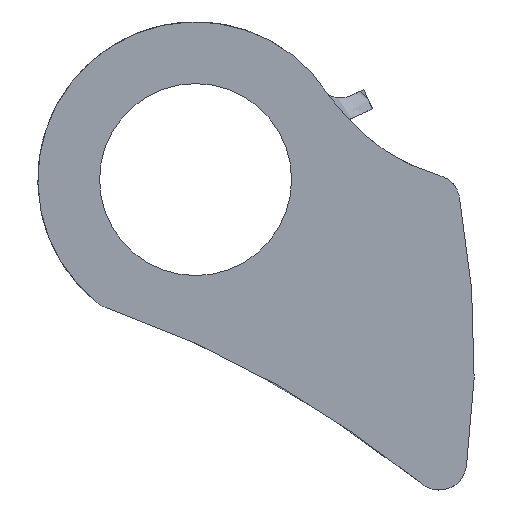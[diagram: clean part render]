
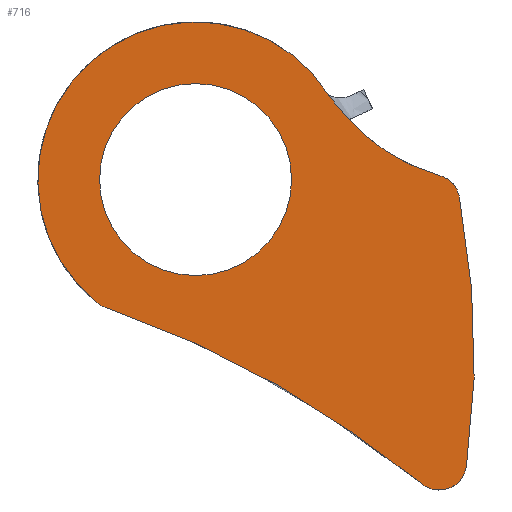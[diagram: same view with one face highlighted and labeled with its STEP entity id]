
A CAD part, front view. The second image highlights one B-rep face of the part: STEP entity #716.
In plain terms, the highlighted planar face has unit normal (0, -1, 0).
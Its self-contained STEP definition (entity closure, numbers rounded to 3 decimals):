
#20=FACE_BOUND('',#131,.T.);
#23=CIRCLE('',#770,11.5);
#24=CIRCLE('',#771,7.);
#54=PLANE('',#769);
#73=(
BOUNDED_CURVE()
B_SPLINE_CURVE(5,(#1081,#1082,#1083,#1084,#1085,#1086),.UNSPECIFIED.,.F.,
 .F.)
B_SPLINE_CURVE_WITH_KNOTS((6,6),(0.942,1.),.UNSPECIFIED.)
CURVE()
GEOMETRIC_REPRESENTATION_ITEM()
RATIONAL_B_SPLINE_CURVE((1.,1.,1.,1.,1.,1.))
REPRESENTATION_ITEM('')
);
#74=(
BOUNDED_CURVE()
B_SPLINE_CURVE(5,(#1088,#1089,#1090,#1091,#1092,#1093,#1094),
 .UNSPECIFIED.,.F.,.F.)
B_SPLINE_CURVE_WITH_KNOTS((6,1,6),(0.81,0.9,0.942),
 .UNSPECIFIED.)
CURVE()
GEOMETRIC_REPRESENTATION_ITEM()
RATIONAL_B_SPLINE_CURVE((1.,1.,1.,1.,1.,1.,1.))
REPRESENTATION_ITEM('')
);
#75=(
BOUNDED_CURVE()
B_SPLINE_CURVE(5,(#1167,#1168,#1169,#1170,#1171,#1172,#1173,#1174,#1175,
#1176,#1177,#1178,#1179),.UNSPECIFIED.,.F.,.F.)
B_SPLINE_CURVE_WITH_KNOTS((6,1,1,1,1,1,1,1,6),(0.109,0.2,0.3,
0.4,0.5,0.6,0.7,0.8,0.81),.UNSPECIFIED.)
CURVE()
GEOMETRIC_REPRESENTATION_ITEM()
RATIONAL_B_SPLINE_CURVE((1.,1.,1.,1.,1.,1.,1.,1.,1.,1.,1.,1.,1.))
REPRESENTATION_ITEM('')
);
#76=(
BOUNDED_CURVE()
B_SPLINE_CURVE(5,(#1299,#1300,#1301,#1302,#1303,#1304,#1305,#1306,#1307,
#1308,#1309,#1310,#1311,#1312),.UNSPECIFIED.,.F.,.F.)
B_SPLINE_CURVE_WITH_KNOTS((6,1,1,1,1,1,1,1,1,6),(0.145,0.2,
0.3,0.4,0.5,0.6,0.7,0.8,0.9,0.949),.UNSPECIFIED.)
CURVE()
GEOMETRIC_REPRESENTATION_ITEM()
RATIONAL_B_SPLINE_CURVE((1.,1.,1.,1.,1.,1.,1.,1.,1.,1.,1.,1.,1.,1.))
REPRESENTATION_ITEM('')
);
#88=FACE_OUTER_BOUND('',#130,.T.);
#130=EDGE_LOOP('',(#503,#504,#505,#506,#507,#508,#509,#510,#511));
#131=EDGE_LOOP('',(#512));
#279=B_SPLINE_CURVE_WITH_KNOTS('',3,(#1252,#1253,#1254,#1255,#1256,#1257,
#1258),.UNSPECIFIED.,.F.,.F.,(4,3,4),(0.,0.112,0.224),
 .UNSPECIFIED.);
#283=B_SPLINE_CURVE_WITH_KNOTS('',3,(#1277,#1278,#1279,#1280),
 .UNSPECIFIED.,.F.,.F.,(4,4),(0.,0.068),.UNSPECIFIED.);
#284=B_SPLINE_CURVE_WITH_KNOTS('',3,(#1282,#1283,#1284,#1285,#1286,#1287),
 .UNSPECIFIED.,.F.,.F.,(4,2,4),(0.033,2.012,4.979),
 .UNSPECIFIED.);
#285=B_SPLINE_CURVE_WITH_KNOTS('',3,(#1289,#1290,#1291,#1292,#1293,#1294,
#1295,#1296,#1297,#1298),.UNSPECIFIED.,.F.,.F.,(4,3,3,4),(0.,
0.18,0.301,0.421),.UNSPECIFIED.);
#293=VERTEX_POINT('',#1014);
#300=VERTEX_POINT('',#1080);
#301=VERTEX_POINT('',#1087);
#304=VERTEX_POINT('',#1166);
#310=VERTEX_POINT('',#1251);
#313=VERTEX_POINT('',#1274);
#314=VERTEX_POINT('',#1276);
#315=VERTEX_POINT('',#1281);
#316=VERTEX_POINT('',#1288);
#317=VERTEX_POINT('',#1313);
#372=EDGE_CURVE('',#300,#293,#73,.T.);
#373=EDGE_CURVE('',#301,#300,#74,.T.);
#378=EDGE_CURVE('',#304,#301,#75,.T.);
#385=EDGE_CURVE('',#304,#310,#279,.T.);
#389=EDGE_CURVE('',#313,#293,#23,.T.);
#390=EDGE_CURVE('',#314,#313,#283,.T.);
#391=EDGE_CURVE('',#314,#315,#284,.T.);
#392=EDGE_CURVE('',#316,#315,#285,.T.);
#393=EDGE_CURVE('',#316,#310,#76,.T.);
#394=EDGE_CURVE('',#317,#317,#24,.T.);
#503=ORIENTED_EDGE('',*,*,#385,.F.);
#504=ORIENTED_EDGE('',*,*,#378,.T.);
#505=ORIENTED_EDGE('',*,*,#373,.T.);
#506=ORIENTED_EDGE('',*,*,#372,.T.);
#507=ORIENTED_EDGE('',*,*,#389,.F.);
#508=ORIENTED_EDGE('',*,*,#390,.F.);
#509=ORIENTED_EDGE('',*,*,#391,.T.);
#510=ORIENTED_EDGE('',*,*,#392,.F.);
#511=ORIENTED_EDGE('',*,*,#393,.T.);
#512=ORIENTED_EDGE('',*,*,#394,.F.);
#716=ADVANCED_FACE('',(#88,#20),#54,.F.);
#769=AXIS2_PLACEMENT_3D('',#1273,#842,#843);
#770=AXIS2_PLACEMENT_3D('',#1275,#844,#845);
#771=AXIS2_PLACEMENT_3D('',#1314,#846,#847);
#842=DIRECTION('center_axis',(0.,1.,0.));
#843=DIRECTION('ref_axis',(1.,0.,0.));
#844=DIRECTION('center_axis',(0.,1.,0.));
#845=DIRECTION('ref_axis',(1.,0.,0.));
#846=DIRECTION('center_axis',(0.,-1.,0.));
#847=DIRECTION('ref_axis',(1.,0.,0.));
#1014=CARTESIAN_POINT('',(9.716,0.,6.151));
#1080=CARTESIAN_POINT('',(10.161,0.,5.583));
#1081=CARTESIAN_POINT('Ctrl Pts',(10.161,0.,5.583));
#1082=CARTESIAN_POINT('Ctrl Pts',(10.071,0.,5.695));
#1083=CARTESIAN_POINT('Ctrl Pts',(9.982,0.,5.807));
#1084=CARTESIAN_POINT('Ctrl Pts',(9.893,0.,5.921));
#1085=CARTESIAN_POINT('Ctrl Pts',(9.804,0.,6.036));
#1086=CARTESIAN_POINT('Ctrl Pts',(9.716,0.,6.151));
#1087=CARTESIAN_POINT('',(11.207,0.,4.381));
#1088=CARTESIAN_POINT('Ctrl Pts',(11.207,0.,4.381));
#1089=CARTESIAN_POINT('Ctrl Pts',(11.061,0.,4.537));
#1090=CARTESIAN_POINT('Ctrl Pts',(10.848,0.,4.769));
#1091=CARTESIAN_POINT('Ctrl Pts',(10.638,0.,5.008));
#1092=CARTESIAN_POINT('Ctrl Pts',(10.431,0.,5.253));
#1093=CARTESIAN_POINT('Ctrl Pts',(10.226,0.,5.503));
#1094=CARTESIAN_POINT('Ctrl Pts',(10.161,0.,5.583));
#1166=CARTESIAN_POINT('',(17.818,0.,0.29));
#1167=CARTESIAN_POINT('Ctrl Pts',(17.818,0.,0.29));
#1168=CARTESIAN_POINT('Ctrl Pts',(17.623,0.,0.345));
#1169=CARTESIAN_POINT('Ctrl Pts',(17.217,0.,0.468));
#1170=CARTESIAN_POINT('Ctrl Pts',(16.607,0.,0.674));
#1171=CARTESIAN_POINT('Ctrl Pts',(15.807,0.,0.993));
#1172=CARTESIAN_POINT('Ctrl Pts',(14.838,0.,1.471));
#1173=CARTESIAN_POINT('Ctrl Pts',(13.89,0.,2.043));
#1174=CARTESIAN_POINT('Ctrl Pts',(12.983,0.,2.705));
#1175=CARTESIAN_POINT('Ctrl Pts',(12.271,0.,3.317));
#1176=CARTESIAN_POINT('Ctrl Pts',(11.749,0.,3.818));
#1177=CARTESIAN_POINT('Ctrl Pts',(11.403,0.,4.173));
#1178=CARTESIAN_POINT('Ctrl Pts',(11.223,0.,4.363));
#1179=CARTESIAN_POINT('Ctrl Pts',(11.207,0.,4.381));
#1251=CARTESIAN_POINT('',(19.24,0.,-1.281));
#1252=CARTESIAN_POINT('Ctrl Pts',(17.818,0.,
0.29));
#1253=CARTESIAN_POINT('Ctrl Pts',(18.176,0.,
0.188));
#1254=CARTESIAN_POINT('Ctrl Pts',(18.505,0.,
-0.016));
#1255=CARTESIAN_POINT('Ctrl Pts',(18.754,0.,
-0.292));
#1256=CARTESIAN_POINT('Ctrl Pts',(19.004,0.,
-0.568));
#1257=CARTESIAN_POINT('Ctrl Pts',(19.174,0.,
-0.915));
#1258=CARTESIAN_POINT('Ctrl Pts',(19.24,0.,
-1.281));
#1273=CARTESIAN_POINT('Origin',(-9.213,0.,5.508));
#1274=CARTESIAN_POINT('',(-7.189,0.,-8.976));
#1275=CARTESIAN_POINT('Origin',(0.,0.,0.));
#1276=CARTESIAN_POINT('',(-6.592,0.,-9.305));
#1277=CARTESIAN_POINT('Ctrl Pts',(-6.592,0.,
-9.305));
#1278=CARTESIAN_POINT('Ctrl Pts',(-6.808,0.,
-9.231));
#1279=CARTESIAN_POINT('Ctrl Pts',(-7.011,0.,
-9.119));
#1280=CARTESIAN_POINT('Ctrl Pts',(-7.189,0.,
-8.976));
#1281=CARTESIAN_POINT('',(16.532,0.,-22.206));
#1282=CARTESIAN_POINT('Ctrl Pts',(-6.592,0.,
-9.305));
#1283=CARTESIAN_POINT('Ctrl Pts',(-0.406,0.,
-11.445));
#1284=CARTESIAN_POINT('Ctrl Pts',(4.025,0.,
-13.847));
#1285=CARTESIAN_POINT('Ctrl Pts',(9.97,0.,
-17.312));
#1286=CARTESIAN_POINT('Ctrl Pts',(13.361,0.,
-19.71));
#1287=CARTESIAN_POINT('Ctrl Pts',(16.532,0.,
-22.206));
#1288=CARTESIAN_POINT('',(19.75,0.,-20.912));
#1289=CARTESIAN_POINT('Ctrl Pts',(19.75,0.,
-20.912));
#1290=CARTESIAN_POINT('Ctrl Pts',(19.667,0.,
-21.506));
#1291=CARTESIAN_POINT('Ctrl Pts',(19.299,0.,
-22.053));
#1292=CARTESIAN_POINT('Ctrl Pts',(18.784,0.,
-22.358));
#1293=CARTESIAN_POINT('Ctrl Pts',(18.441,0.,
-22.561));
#1294=CARTESIAN_POINT('Ctrl Pts',(18.032,0.,
-22.656));
#1295=CARTESIAN_POINT('Ctrl Pts',(17.634,0.,
-22.629));
#1296=CARTESIAN_POINT('Ctrl Pts',(17.235,0.,
-22.602));
#1297=CARTESIAN_POINT('Ctrl Pts',(16.847,0.,
-22.453));
#1298=CARTESIAN_POINT('Ctrl Pts',(16.532,0.,
-22.206));
#1299=CARTESIAN_POINT('Ctrl Pts',(19.75,0.,-20.912));
#1300=CARTESIAN_POINT('Ctrl Pts',(19.787,0.,-20.647));
#1301=CARTESIAN_POINT('Ctrl Pts',(19.887,0.,-19.904));
#1302=CARTESIAN_POINT('Ctrl Pts',(20.035,0.,-18.681));
#1303=CARTESIAN_POINT('Ctrl Pts',(20.198,0.,-16.974));
#1304=CARTESIAN_POINT('Ctrl Pts',(20.327,0.,-14.775));
#1305=CARTESIAN_POINT('Ctrl Pts',(20.363,0.,-12.347));
#1306=CARTESIAN_POINT('Ctrl Pts',(20.289,0.,-9.904));
#1307=CARTESIAN_POINT('Ctrl Pts',(20.11,0.,-7.448));
#1308=CARTESIAN_POINT('Ctrl Pts',(19.862,0.,-5.231));
#1309=CARTESIAN_POINT('Ctrl Pts',(19.615,0.,-3.502));
#1310=CARTESIAN_POINT('Ctrl Pts',(19.413,0.,-2.265));
#1311=CARTESIAN_POINT('Ctrl Pts',(19.284,0.,-1.524));
#1312=CARTESIAN_POINT('Ctrl Pts',(19.24,0.,-1.281));
#1313=CARTESIAN_POINT('',(-7.,0.,0.));
#1314=CARTESIAN_POINT('Origin',(0.,0.,0.));
